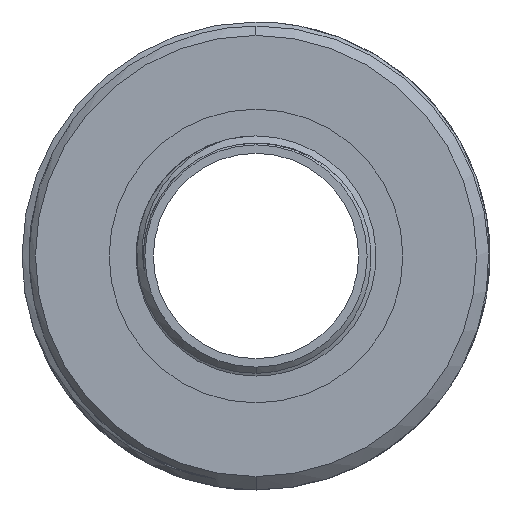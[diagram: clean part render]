
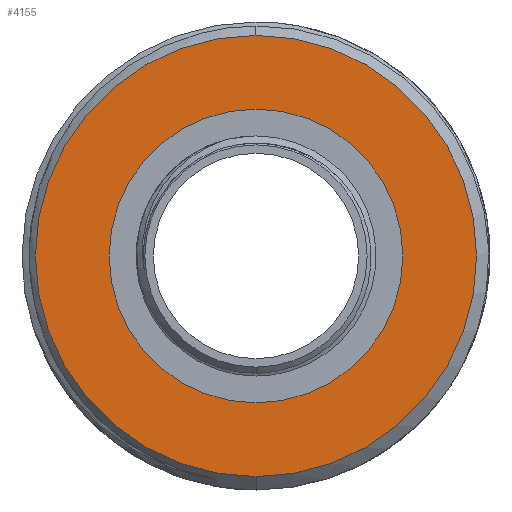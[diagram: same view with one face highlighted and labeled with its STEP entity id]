
A CAD part, left-side view. The second image highlights one B-rep face of the part: STEP entity #4155.
In plain terms, the highlighted planar face has unit normal (-1, 0, 0).
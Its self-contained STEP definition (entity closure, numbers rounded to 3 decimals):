
#208 = ORIENTED_EDGE ( 'NONE', *, *, #3178, .T. ) ;
#328 = DIRECTION ( 'NONE',  ( 1., 0., 0. ) ) ;
#406 = DIRECTION ( 'NONE',  ( -1., 0., 0. ) ) ;
#458 = AXIS2_PLACEMENT_3D ( 'NONE', #3833, #1493, #5223 ) ;
#524 = CARTESIAN_POINT ( 'NONE',  ( -5.047, 0., 0. ) ) ;
#743 = CARTESIAN_POINT ( 'NONE',  ( -5.047, 0., 16.45 ) ) ;
#834 = EDGE_LOOP ( 'NONE', ( #208, #2554 ) ) ;
#840 = ORIENTED_EDGE ( 'NONE', *, *, #2750, .F. ) ;
#1271 = PLANE ( 'NONE',  #4398 ) ;
#1372 = AXIS2_PLACEMENT_3D ( 'NONE', #524, #1532, #3348 ) ;
#1381 = ORIENTED_EDGE ( 'NONE', *, *, #5365, .F. ) ;
#1469 = CARTESIAN_POINT ( 'NONE',  ( -5.047, 0., -24.711 ) ) ;
#1493 = DIRECTION ( 'NONE',  ( -1., 0., 0. ) ) ;
#1500 = CARTESIAN_POINT ( 'NONE',  ( -5.047, 0., 0. ) ) ;
#1532 = DIRECTION ( 'NONE',  ( -1., 0., 0. ) ) ;
#1813 = VERTEX_POINT ( 'NONE', #743 ) ;
#1899 = DIRECTION ( 'NONE',  ( -1., 0., 0. ) ) ;
#1955 = VERTEX_POINT ( 'NONE', #3143 ) ;
#2057 = CIRCLE ( 'NONE', #5502, 24.711 ) ;
#2160 = FACE_OUTER_BOUND ( 'NONE', #834, .T. ) ;
#2247 = AXIS2_PLACEMENT_3D ( 'NONE', #4148, #406, #6031 ) ;
#2346 = CIRCLE ( 'NONE', #2247, 24.711 ) ;
#2416 = DIRECTION ( 'NONE',  ( 0., 0., 1. ) ) ;
#2554 = ORIENTED_EDGE ( 'NONE', *, *, #2643, .T. ) ;
#2599 = VERTEX_POINT ( 'NONE', #1469 ) ;
#2643 = EDGE_CURVE ( 'NONE', #4585, #2599, #2057, .T. ) ;
#2750 = EDGE_CURVE ( 'NONE', #1813, #1955, #3733, .T. ) ;
#3143 = CARTESIAN_POINT ( 'NONE',  ( -5.047, 0., -16.45 ) ) ;
#3178 = EDGE_CURVE ( 'NONE', #2599, #4585, #2346, .T. ) ;
#3348 = DIRECTION ( 'NONE',  ( 0., 0., 1. ) ) ;
#3381 = EDGE_LOOP ( 'NONE', ( #840, #1381 ) ) ;
#3502 = CIRCLE ( 'NONE', #458, 16.45 ) ;
#3582 = FACE_BOUND ( 'NONE', #3381, .T. ) ;
#3730 = CARTESIAN_POINT ( 'NONE',  ( -5.047, 0., 24.711 ) ) ;
#3733 = CIRCLE ( 'NONE', #1372, 16.45 ) ;
#3833 = CARTESIAN_POINT ( 'NONE',  ( -5.047, 0., 0. ) ) ;
#4148 = CARTESIAN_POINT ( 'NONE',  ( -5.047, 0., 0. ) ) ;
#4155 = ADVANCED_FACE ( 'NONE', ( #3582, #2160 ), #1271, .F. ) ;
#4398 = AXIS2_PLACEMENT_3D ( 'NONE', #4528, #328, #5430 ) ;
#4528 = CARTESIAN_POINT ( 'NONE',  ( -5.047, 24.711, 0. ) ) ;
#4585 = VERTEX_POINT ( 'NONE', #3730 ) ;
#5223 = DIRECTION ( 'NONE',  ( 0., 0., 1. ) ) ;
#5365 = EDGE_CURVE ( 'NONE', #1955, #1813, #3502, .T. ) ;
#5430 = DIRECTION ( 'NONE',  ( 0., 0., -1. ) ) ;
#5502 = AXIS2_PLACEMENT_3D ( 'NONE', #1500, #1899, #2416 ) ;
#6031 = DIRECTION ( 'NONE',  ( 0., 0., 1. ) ) ;
